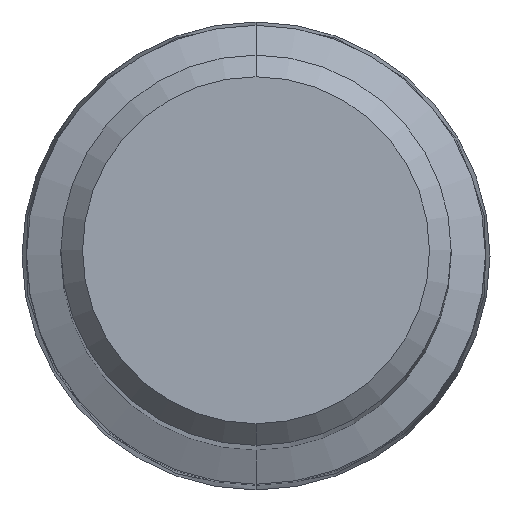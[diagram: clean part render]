
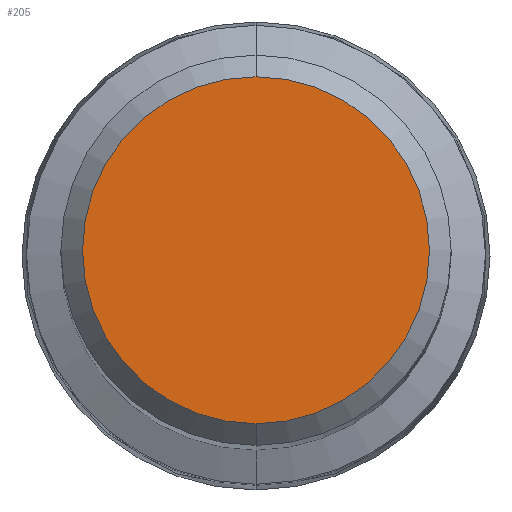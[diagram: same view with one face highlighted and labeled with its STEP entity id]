
A CAD part, top view. The second image highlights one B-rep face of the part: STEP entity #205.
In plain terms, the highlighted planar face has unit normal (0, 0, 1).
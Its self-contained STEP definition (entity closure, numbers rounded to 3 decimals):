
#197=VERTEX_POINT('',#405);
#205=ADVANCED_FACE('',(#413),#414,.T.);
#231=EDGE_CURVE('',#197,#285,#442,.T.);
#259=EDGE_CURVE('',#285,#197,#474,.T.);
#285=VERTEX_POINT('',#504);
#405=CARTESIAN_POINT('',(0.0,4.8,0.0));
#413=FACE_OUTER_BOUND('',#655,.T.);
#414=PLANE('',#656);
#442=CIRCLE('',#696,4.8);
#474=CIRCLE('',#733,4.8);
#504=CARTESIAN_POINT('',(0.,-4.8,0.0));
#655=EDGE_LOOP('',(#910,#911));
#656=AXIS2_PLACEMENT_3D('',#912,#913,#914);
#696=AXIS2_PLACEMENT_3D('',#944,#945,#946);
#733=AXIS2_PLACEMENT_3D('',#991,#992,#993);
#910=ORIENTED_EDGE('',*,*,#231,.F.);
#911=ORIENTED_EDGE('',*,*,#259,.F.);
#912=CARTESIAN_POINT('',(0.0,2.4,0.0));
#913=DIRECTION('',(-0.0,0.0,1.0));
#914=DIRECTION('',(0.0,-1.0,0.0));
#944=CARTESIAN_POINT('',(0.0,0.0,0.0));
#945=DIRECTION('',(0.0,0.0,-1.0));
#946=DIRECTION('',(0.0,1.0,0.0));
#991=CARTESIAN_POINT('',(0.0,0.0,0.0));
#992=DIRECTION('',(0.0,0.0,-1.0));
#993=DIRECTION('',(0.0,1.0,0.0));
